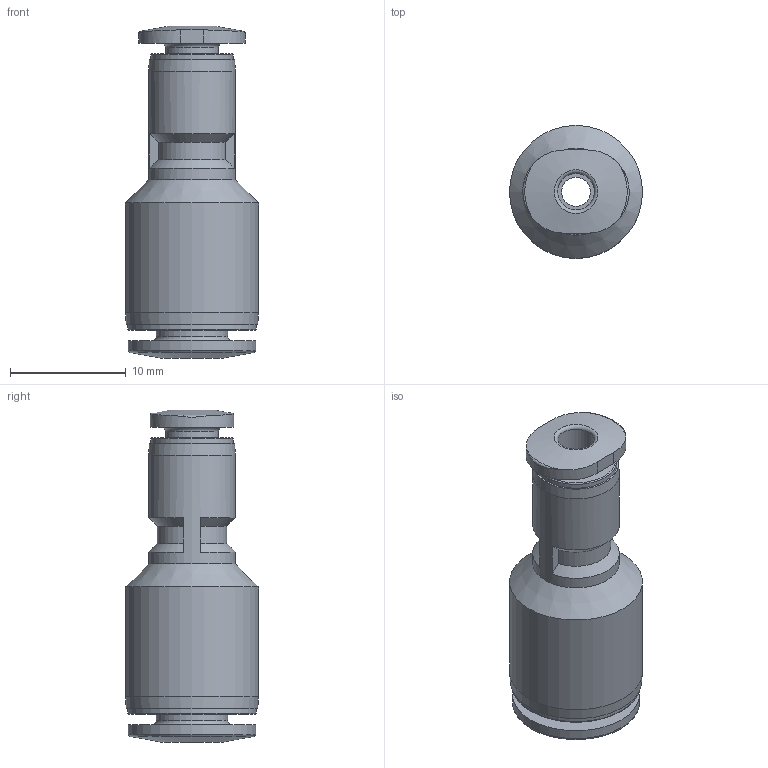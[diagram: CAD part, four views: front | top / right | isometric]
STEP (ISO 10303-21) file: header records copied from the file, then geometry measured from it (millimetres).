
FILE_DESCRIPTION(/* description */ ('STEP AP214'),/* implementation_level */ '2;1');
FILE_NAME(/* name */ '573057_QBM-3_16T-1_8-U',/* time_stamp */ '2024-09-14T03:26:54+02:00',/* author */ ('License CC BY-ND 4.0'),/* organization */ ('CADENAS'),/* preprocessor_version */ 'ST-DEVELOPER v19.3',/* originating_system */ 'PARTsolutions',/* authorisation */ ' ');
FILE_SCHEMA (('AUTOMOTIVE_DESIGN {1 0 10303 214 3 1 1}'));
Length unit declared in the file: millimetre
Products named in the file (1): 573057 QBM-3/16T-1/8-U
Bounding box: 11.5 x 11.5 x 28.7 mm (x, y, z)
Volume: 1585.7 mm3; surface area: 1531.6 mm2
Topology: 1 solids, 1 shells, 46 faces, 98 edges, 62 vertices
Faces by surface type: cylinder 14, plane 14, cone 9, torus 9
Full cylindrical faces by diameter (mm): 2.5 x1, 3.175 x1, 4.575 x1, 4.76 x1, 6.16 x1, 7.1 x1, 7.5 x1, 11 x1, 11.1 x1, 11.5 x1
Entity records: 1475 total; most frequent: CARTESIAN_POINT 233, DIRECTION 190, ORIENTED_EDGE 146, AXIS2_PLACEMENT_3D 88, EDGE_LOOP 78, FACE_BOUND 78, EDGE_CURVE 73, VERTEX_POINT 59
